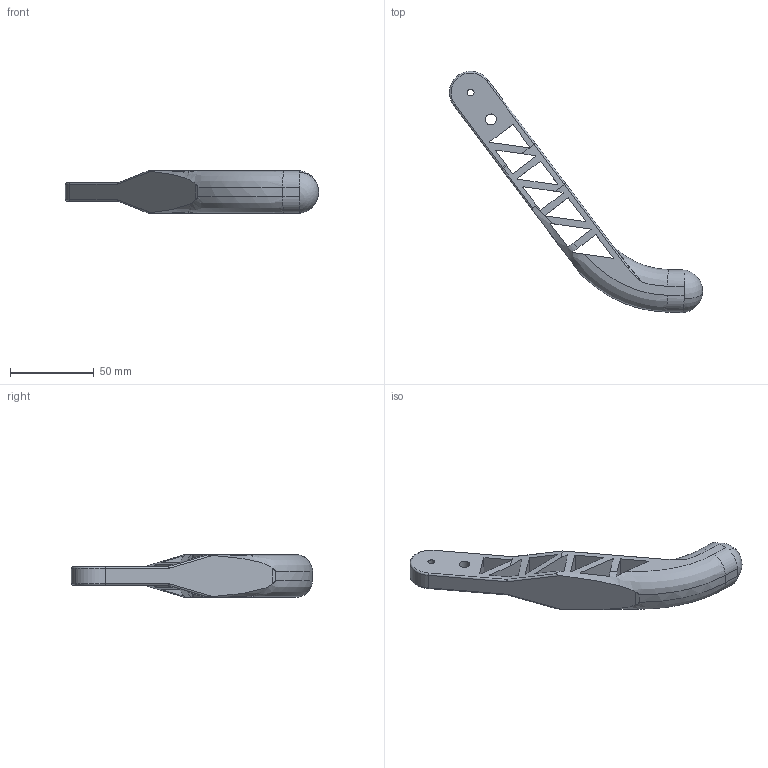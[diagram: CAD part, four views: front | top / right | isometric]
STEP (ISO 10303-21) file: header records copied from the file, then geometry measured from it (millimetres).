
FILE_DESCRIPTION (( 'STEP AP203' ), '1' );
FILE_NAME ('leg_clevis_print.STEP', '2025-09-13T21:39:28', ( '' ), ( '' ), 'SwSTEP 2.0', 'SolidWorks 2025', '' );
FILE_SCHEMA (( 'CONFIG_CONTROL_DESIGN' ));
Length unit declared in the file: inch
Products named in the file (1): leg_clevis_print
Bounding box: 150.96 x 143.84 x 25.4 mm (x, y, z)
Volume: 72554 mm3; surface area: 25553.3 mm2
Topology: 2 solids, 2 shells, 144 faces, 420 edges, 270 vertices
Faces by surface type: cylinder 79, plane 37, bspline 18, torus 5, cone 3, sphere 2
Entity records: 8749 total; most frequent: CARTESIAN_POINT 5219, ORIENTED_EDGE 836, DIRECTION 606, EDGE_CURVE 418, VERTEX_POINT 270, AXIS2_PLACEMENT_3D 209, LINE 188, VECTOR 188
